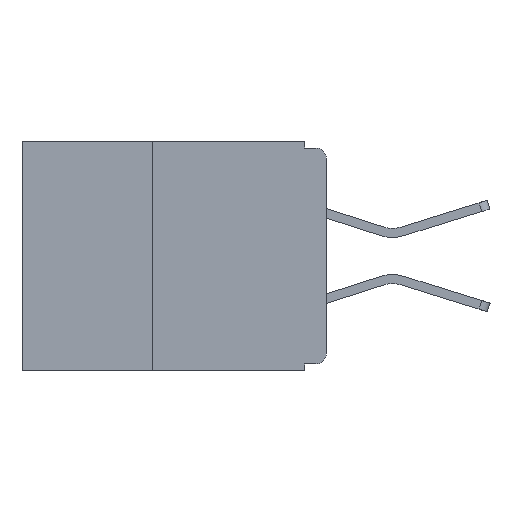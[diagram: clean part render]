
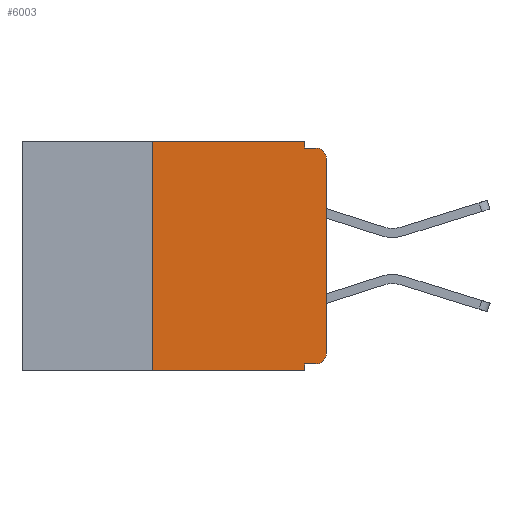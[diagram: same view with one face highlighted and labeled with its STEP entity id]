
A CAD part, left-side view. The second image highlights one B-rep face of the part: STEP entity #6003.
In plain terms, the highlighted planar face has unit normal (-1, 0, 0).
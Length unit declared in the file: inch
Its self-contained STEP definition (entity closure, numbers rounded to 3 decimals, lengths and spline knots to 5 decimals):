
#111 = EDGE_LOOP ( 'NONE', ( #9776, #115, #13371, #10244, #11489, #15719, #12993, #9016, #2181, #2507 ) ) ;
#115 = ORIENTED_EDGE ( 'NONE', *, *, #12426, .T. ) ;
#327 = EDGE_CURVE ( 'NONE', #15477, #4775, #10622, .T. ) ;
#579 = EDGE_CURVE ( 'NONE', #5091, #11082, #1351, .T. ) ;
#600 = VERTEX_POINT ( 'NONE', #2526 ) ;
#729 = CARTESIAN_POINT ( 'NONE',  ( 0., 0., -0.025 ) ) ;
#852 = CARTESIAN_POINT ( 'NONE',  ( 0., 0.015, -0.025 ) ) ;
#901 = CARTESIAN_POINT ( 'NONE',  ( 0., 0.031, -0.32 ) ) ;
#1087 = VECTOR ( 'NONE', #2652, 39.37008 ) ;
#1348 = DIRECTION ( 'NONE',  ( 0., 0., -1. ) ) ;
#1351 = LINE ( 'NONE', #3692, #1791 ) ;
#1626 = EDGE_CURVE ( 'NONE', #8491, #4775, #13249, .T. ) ;
#1791 = VECTOR ( 'NONE', #3630, 39.37008 ) ;
#2181 = ORIENTED_EDGE ( 'NONE', *, *, #12087, .F. ) ;
#2207 = DIRECTION ( 'NONE',  ( 0., 0., -1. ) ) ;
#2507 = ORIENTED_EDGE ( 'NONE', *, *, #7409, .T. ) ;
#2524 = VECTOR ( 'NONE', #6652, 39.37008 ) ;
#2526 = CARTESIAN_POINT ( 'NONE',  ( 0., 0.015, -0.01 ) ) ;
#2579 = EDGE_CURVE ( 'NONE', #11082, #600, #9110, .T. ) ;
#2652 = DIRECTION ( 'NONE',  ( 0., 0., 1. ) ) ;
#3087 = VECTOR ( 'NONE', #5224, 39.37008 ) ;
#3300 = VERTEX_POINT ( 'NONE', #729 ) ;
#3507 = LINE ( 'NONE', #15669, #3087 ) ;
#3573 = VECTOR ( 'NONE', #4591, 39.37008 ) ;
#3630 = DIRECTION ( 'NONE',  ( 0., 0., -1. ) ) ;
#3692 = CARTESIAN_POINT ( 'NONE',  ( 0., 0.031, 0. ) ) ;
#4042 = DIRECTION ( 'NONE',  ( 0., 1., 0. ) ) ;
#4387 = CARTESIAN_POINT ( 'NONE',  ( 0., 0.031, -0.33 ) ) ;
#4583 = LINE ( 'NONE', #5228, #1087 ) ;
#4591 = DIRECTION ( 'NONE',  ( 0., -1., 0. ) ) ;
#4640 = CIRCLE ( 'NONE', #15970, 0.015 ) ;
#4775 = VERTEX_POINT ( 'NONE', #15956 ) ;
#5059 = VECTOR ( 'NONE', #14149, 39.37008 ) ;
#5091 = VERTEX_POINT ( 'NONE', #11638 ) ;
#5224 = DIRECTION ( 'NONE',  ( 0., 0., 1. ) ) ;
#5228 = CARTESIAN_POINT ( 'NONE',  ( 0., 0.25, -0.33 ) ) ;
#5642 = LINE ( 'NONE', #9270, #12293 ) ;
#5922 = DIRECTION ( 'NONE',  ( 0., 0., -1. ) ) ;
#6003 = ADVANCED_FACE ( 'NONE', ( #10682 ), #9429, .F. ) ;
#6221 = VECTOR ( 'NONE', #5922, 39.37008 ) ;
#6652 = DIRECTION ( 'NONE',  ( 0., -1., 0. ) ) ;
#7409 = EDGE_CURVE ( 'NONE', #9674, #11974, #11630, .T. ) ;
#7413 = EDGE_CURVE ( 'NONE', #15477, #9743, #4583, .T. ) ;
#7839 = CARTESIAN_POINT ( 'NONE',  ( 0., 0.437, -0.33 ) ) ;
#8098 = CARTESIAN_POINT ( 'NONE',  ( 0., 0.25, 0. ) ) ;
#8227 = CARTESIAN_POINT ( 'NONE',  ( 0., 0.031, -0.01 ) ) ;
#8335 = DIRECTION ( 'NONE',  ( 0., 0., -1. ) ) ;
#8376 = DIRECTION ( 'NONE',  ( 1., 0., 0. ) ) ;
#8491 = VERTEX_POINT ( 'NONE', #901 ) ;
#8555 = LINE ( 'NONE', #12860, #5059 ) ;
#8614 = CARTESIAN_POINT ( 'NONE',  ( 0., 0.437, 0. ) ) ;
#9016 = ORIENTED_EDGE ( 'NONE', *, *, #1626, .F. ) ;
#9110 = LINE ( 'NONE', #9615, #2524 ) ;
#9212 = DIRECTION ( 'NONE',  ( -1., 0., 0. ) ) ;
#9270 = CARTESIAN_POINT ( 'NONE',  ( 0., 0., -0.32 ) ) ;
#9322 = EDGE_CURVE ( 'NONE', #11974, #3300, #3507, .T. ) ;
#9429 = PLANE ( 'NONE',  #16712 ) ;
#9615 = CARTESIAN_POINT ( 'NONE',  ( 0., 0., -0.01 ) ) ;
#9674 = VERTEX_POINT ( 'NONE', #11962 ) ;
#9743 = VERTEX_POINT ( 'NONE', #8098 ) ;
#9776 = ORIENTED_EDGE ( 'NONE', *, *, #9322, .T. ) ;
#10102 = DIRECTION ( 'NONE',  ( -1., 0., 0. ) ) ;
#10244 = ORIENTED_EDGE ( 'NONE', *, *, #579, .F. ) ;
#10408 = CARTESIAN_POINT ( 'NONE',  ( 0., 0., -0.305 ) ) ;
#10622 = LINE ( 'NONE', #7839, #3573 ) ;
#10682 = FACE_OUTER_BOUND ( 'NONE', #111, .T. ) ;
#10873 = AXIS2_PLACEMENT_3D ( 'NONE', #16918, #9212, #1348 ) ;
#11082 = VERTEX_POINT ( 'NONE', #8227 ) ;
#11489 = ORIENTED_EDGE ( 'NONE', *, *, #11913, .F. ) ;
#11630 = CIRCLE ( 'NONE', #10873, 0.015 ) ;
#11638 = CARTESIAN_POINT ( 'NONE',  ( 0., 0.031, 0. ) ) ;
#11913 = EDGE_CURVE ( 'NONE', #9743, #5091, #8555, .T. ) ;
#11962 = CARTESIAN_POINT ( 'NONE',  ( 0., 0.015, -0.32 ) ) ;
#11974 = VERTEX_POINT ( 'NONE', #10408 ) ;
#12087 = EDGE_CURVE ( 'NONE', #9674, #8491, #5642, .T. ) ;
#12293 = VECTOR ( 'NONE', #4042, 39.37008 ) ;
#12426 = EDGE_CURVE ( 'NONE', #3300, #600, #4640, .T. ) ;
#12860 = CARTESIAN_POINT ( 'NONE',  ( 0., 0.437, 0. ) ) ;
#12993 = ORIENTED_EDGE ( 'NONE', *, *, #327, .T. ) ;
#13114 = CARTESIAN_POINT ( 'NONE',  ( 0., 0.25, -0.33 ) ) ;
#13249 = LINE ( 'NONE', #4387, #6221 ) ;
#13371 = ORIENTED_EDGE ( 'NONE', *, *, #2579, .F. ) ;
#14149 = DIRECTION ( 'NONE',  ( 0., -1., 0. ) ) ;
#15477 = VERTEX_POINT ( 'NONE', #13114 ) ;
#15669 = CARTESIAN_POINT ( 'NONE',  ( 0., 0., 0. ) ) ;
#15719 = ORIENTED_EDGE ( 'NONE', *, *, #7413, .F. ) ;
#15956 = CARTESIAN_POINT ( 'NONE',  ( 0., 0.031, -0.33 ) ) ;
#15970 = AXIS2_PLACEMENT_3D ( 'NONE', #852, #10102, #2207 ) ;
#16712 = AXIS2_PLACEMENT_3D ( 'NONE', #8614, #8376, #8335 ) ;
#16918 = CARTESIAN_POINT ( 'NONE',  ( 0., 0.015, -0.305 ) ) ;
